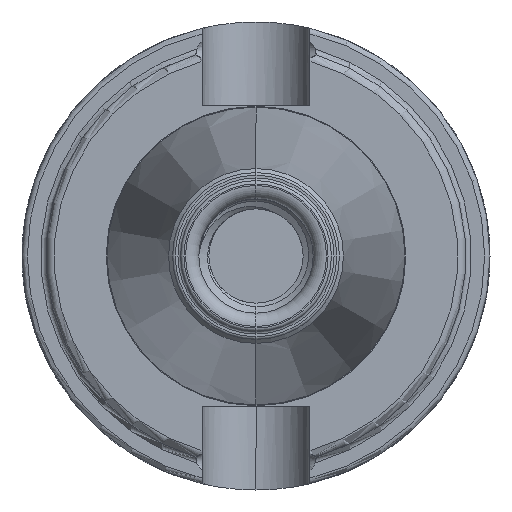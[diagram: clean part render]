
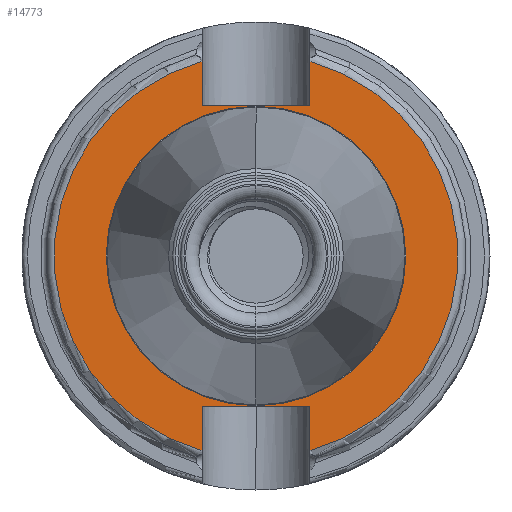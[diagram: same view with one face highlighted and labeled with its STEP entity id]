
A CAD part, left-side view. The second image highlights one B-rep face of the part: STEP entity #14773.
In plain terms, the highlighted planar face has unit normal (-1, 0, 0).
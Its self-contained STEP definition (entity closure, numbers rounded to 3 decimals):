
#908 = CARTESIAN_POINT ( 'NONE',  ( -5., -8.075, -22.5 ) ) ;
#1450 = CARTESIAN_POINT ( 'NONE',  ( -5., -8.075, 22.5 ) ) ;
#4137 = CARTESIAN_POINT ( 'NONE',  ( -5., -8.075, -35. ) ) ;
#4148 = DIRECTION ( 'NONE',  ( 0., 0., 1. ) ) ;
#6732 = ORIENTED_EDGE ( 'NONE', *, *, #13313, .F. ) ;
#6737 = ORIENTED_EDGE ( 'NONE', *, *, #13145, .T. ) ;
#6738 = ORIENTED_EDGE ( 'NONE', *, *, #13144, .T. ) ;
#6743 = ORIENTED_EDGE ( 'NONE', *, *, #13251, .T. ) ;
#6745 = ORIENTED_EDGE ( 'NONE', *, *, #13247, .F. ) ;
#6750 = ORIENTED_EDGE ( 'NONE', *, *, #13252, .T. ) ;
#6756 = ORIENTED_EDGE ( 'NONE', *, *, #13168, .F. ) ;
#6760 = ORIENTED_EDGE ( 'NONE', *, *, #12985, .F. ) ;
#6762 = ORIENTED_EDGE ( 'NONE', *, *, #13231, .F. ) ;
#6766 = ORIENTED_EDGE ( 'NONE', *, *, #13081, .T. ) ;
#6945 = DIRECTION ( 'NONE',  ( 0., 0., 1. ) ) ;
#7684 = CARTESIAN_POINT ( 'NONE',  ( -5., 8.075, 35. ) ) ;
#7685 = DIRECTION ( 'NONE',  ( 0., 0., -1. ) ) ;
#7776 = DIRECTION ( 'NONE',  ( 0., -1., 0. ) ) ;
#7784 = DIRECTION ( 'NONE',  ( 0., 0., -1. ) ) ;
#7793 = CARTESIAN_POINT ( 'NONE',  ( -5., 8.075, -35. ) ) ;
#7798 = DIRECTION ( 'NONE',  ( 0., 0., 1. ) ) ;
#7807 = CARTESIAN_POINT ( 'NONE',  ( -5., -8.075, 22.5 ) ) ;
#7817 = CARTESIAN_POINT ( 'NONE',  ( -5., -8.075, 35. ) ) ;
#7954 = CARTESIAN_POINT ( 'NONE',  ( -5., 0., 0. ) ) ;
#7959 = DIRECTION ( 'NONE',  ( -1., 0., 0. ) ) ;
#8637 = DIRECTION ( 'NONE',  ( -1., 0., 0. ) ) ;
#8653 = CARTESIAN_POINT ( 'NONE',  ( -5., 0., 0. ) ) ;
#8657 = DIRECTION ( 'NONE',  ( 0., 0., 1. ) ) ;
#10394 = FACE_BOUND ( 'NONE', #15005, .T. ) ;
#10448 = FACE_OUTER_BOUND ( 'NONE', #15050, .T. ) ;
#10724 = LINE ( 'NONE', #7684, #10737 ) ;
#10737 = VECTOR ( 'NONE', #7685, 1000. ) ;
#10760 = LINE ( 'NONE', #7807, #10796 ) ;
#10765 = LINE ( 'NONE', #7817, #10810 ) ;
#10775 = LINE ( 'NONE', #7793, #10790 ) ;
#10790 = VECTOR ( 'NONE', #7798, 1000. ) ;
#10796 = VECTOR ( 'NONE', #7776, 1000. ) ;
#10810 = VECTOR ( 'NONE', #7784, 1000. ) ;
#10824 = LINE ( 'NONE', #4137, #10857 ) ;
#10857 = VECTOR ( 'NONE', #4148, 1000. ) ;
#11211 = DIRECTION ( 'NONE',  ( -1., 0., 0. ) ) ;
#11224 = DIRECTION ( 'NONE',  ( 0., 0., 1. ) ) ;
#11230 = CARTESIAN_POINT ( 'NONE',  ( -5., 0., 0. ) ) ;
#11722 = DIRECTION ( 'NONE',  ( -1., 0., 0. ) ) ;
#11741 = DIRECTION ( 'NONE',  ( 0., -1., 0. ) ) ;
#11748 = CARTESIAN_POINT ( 'NONE',  ( -5., 0., 0. ) ) ;
#11752 = DIRECTION ( 'NONE',  ( 0., 0., 1. ) ) ;
#11769 = CARTESIAN_POINT ( 'NONE',  ( -5., -8.075, -22.5 ) ) ;
#12313 = AXIS2_PLACEMENT_3D ( 'NONE', #8653, #8637, #8657 ) ;
#12332 = AXIS2_PLACEMENT_3D ( 'NONE', #11230, #11211, #11224 ) ;
#12345 = AXIS2_PLACEMENT_3D ( 'NONE', #7954, #7959, #6945 ) ;
#12363 = AXIS2_PLACEMENT_3D ( 'NONE', #11748, #11722, #11752 ) ;
#12453 = AXIS2_PLACEMENT_3D ( 'NONE', #15323, #15292, #15293 ) ;
#12985 = EDGE_CURVE ( 'NONE', #18645, #18681, #17619, .T. ) ;
#13081 = EDGE_CURVE ( 'NONE', #18230, #18264, #17758, .T. ) ;
#13144 = EDGE_CURVE ( 'NONE', #18255, #18280, #17791, .T. ) ;
#13145 = EDGE_CURVE ( 'NONE', #18257, #18178, #17763, .T. ) ;
#13168 = EDGE_CURVE ( 'NONE', #18681, #18645, #18049, .T. ) ;
#13231 = EDGE_CURVE ( 'NONE', #18230, #18222, #10724, .T. ) ;
#13247 = EDGE_CURVE ( 'NONE', #18222, #18181, #10760, .T. ) ;
#13251 = EDGE_CURVE ( 'NONE', #18280, #18181, #10765, .T. ) ;
#13252 = EDGE_CURVE ( 'NONE', #18264, #18257, #10775, .T. ) ;
#13313 = EDGE_CURVE ( 'NONE', #18255, #18178, #10824, .T. ) ;
#14773 = ADVANCED_FACE ( 'NONE', ( #10448, #10394 ), #15291, .F. ) ;
#15005 = EDGE_LOOP ( 'NONE', ( #6756, #6760 ) ) ;
#15050 = EDGE_LOOP ( 'NONE', ( #6766, #6750, #6737, #6732, #6738, #6743, #6745, #6762 ) ) ;
#15291 = PLANE ( 'NONE',  #12453 ) ;
#15292 = DIRECTION ( 'NONE',  ( 1., 0., 0. ) ) ;
#15293 = DIRECTION ( 'NONE',  ( 0., 0., -1. ) ) ;
#15323 = CARTESIAN_POINT ( 'NONE',  ( -5., 22.398, 0. ) ) ;
#17111 = CARTESIAN_POINT ( 'NONE',  ( -5., -8.075, -29.1 ) ) ;
#17113 = CARTESIAN_POINT ( 'NONE',  ( -5., 8.075, -22.5 ) ) ;
#17126 = CARTESIAN_POINT ( 'NONE',  ( -5., 8.075, 22.5 ) ) ;
#17132 = CARTESIAN_POINT ( 'NONE',  ( -5., 8.075, -29.1 ) ) ;
#17152 = CARTESIAN_POINT ( 'NONE',  ( -5., 8.075, 29.1 ) ) ;
#17200 = CARTESIAN_POINT ( 'NONE',  ( -5., -8.075, 29.1 ) ) ;
#17449 = CARTESIAN_POINT ( 'NONE',  ( -5., 0., -22.398 ) ) ;
#17471 = CARTESIAN_POINT ( 'NONE',  ( -5., 0., 22.398 ) ) ;
#17619 = CIRCLE ( 'NONE', #12313, 22.398 ) ;
#17758 = CIRCLE ( 'NONE', #12332, 30.2 ) ;
#17763 = LINE ( 'NONE', #11769, #17778 ) ;
#17778 = VECTOR ( 'NONE', #11741, 1000. ) ;
#17791 = CIRCLE ( 'NONE', #12363, 30.2 ) ;
#18049 = CIRCLE ( 'NONE', #12345, 22.398 ) ;
#18178 = VERTEX_POINT ( 'NONE', #908 ) ;
#18181 = VERTEX_POINT ( 'NONE', #1450 ) ;
#18222 = VERTEX_POINT ( 'NONE', #17126 ) ;
#18230 = VERTEX_POINT ( 'NONE', #17152 ) ;
#18255 = VERTEX_POINT ( 'NONE', #17111 ) ;
#18257 = VERTEX_POINT ( 'NONE', #17113 ) ;
#18264 = VERTEX_POINT ( 'NONE', #17132 ) ;
#18280 = VERTEX_POINT ( 'NONE', #17200 ) ;
#18645 = VERTEX_POINT ( 'NONE', #17449 ) ;
#18681 = VERTEX_POINT ( 'NONE', #17471 ) ;
